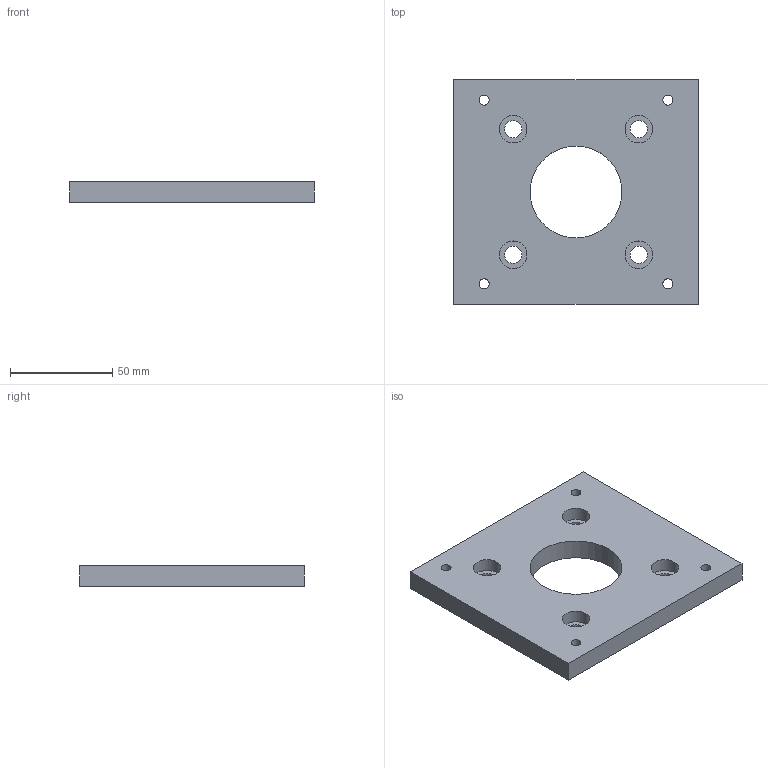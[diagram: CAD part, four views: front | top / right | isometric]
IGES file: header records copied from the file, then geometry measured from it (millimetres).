
Global section: file name: 904514.stp.ipt; native system: Autodesk Inventor 2014; preprocessor: unknown; author: zeman; date: 20151016.102154; units: millimetre
Bounding box: 120 x 110 x 10 mm (x, y, z)
Volume: 110820.1 mm3; surface area: 30721.4 mm2
Topology: 1 solids, 1 shells, 23 faces, 64 edges, 47 vertices
Faces by surface type: revolution 13, plane 10
